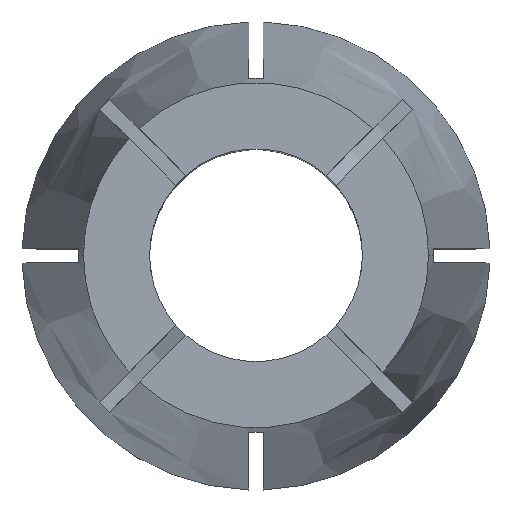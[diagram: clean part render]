
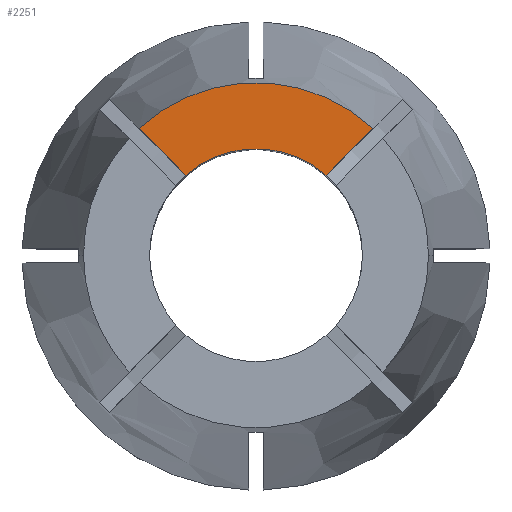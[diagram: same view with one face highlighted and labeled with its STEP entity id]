
A CAD part, top view. The second image highlights one B-rep face of the part: STEP entity #2251.
In plain terms, the highlighted planar face has unit normal (0, 0, 1).
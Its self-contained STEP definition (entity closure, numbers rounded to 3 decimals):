
#62 = FACE_OUTER_BOUND ( 'NONE', #514, .T. ) ;
#152 = CARTESIAN_POINT ( 'NONE',  ( 0.354, 0.354, 0. ) ) ;
#182 = AXIS2_PLACEMENT_3D ( 'NONE', #1045, #1056, #1063 ) ;
#197 = CIRCLE ( 'NONE', #182, 12.158 ) ;
#293 = CARTESIAN_POINT ( 'NONE',  ( 8.236, 8.943, 0. ) ) ;
#338 = DIRECTION ( 'NONE',  ( 0., 0., 1. ) ) ;
#348 = DIRECTION ( 'NONE',  ( 1., 0., 0. ) ) ;
#480 = EDGE_CURVE ( 'NONE', #1715, #780, #1655, .T. ) ;
#514 = EDGE_LOOP ( 'NONE', ( #1633, #580, #2113, #2238 ) ) ;
#516 = CARTESIAN_POINT ( 'NONE',  ( 4.938, 5.645, 0. ) ) ;
#549 = LINE ( 'NONE', #152, #1419 ) ;
#580 = ORIENTED_EDGE ( 'NONE', *, *, #480, .T. ) ;
#729 = VERTEX_POINT ( 'NONE', #787 ) ;
#770 = VECTOR ( 'NONE', #2158, 1000. ) ;
#780 = VERTEX_POINT ( 'NONE', #293 ) ;
#787 = CARTESIAN_POINT ( 'NONE',  ( -4.938, 5.645, 0. ) ) ;
#996 = AXIS2_PLACEMENT_3D ( 'NONE', #1115, #338, #348 ) ;
#1045 = CARTESIAN_POINT ( 'NONE',  ( 0., 0., 0. ) ) ;
#1056 = DIRECTION ( 'NONE',  ( 0., 0., 1. ) ) ;
#1063 = DIRECTION ( 'NONE',  ( 1., 0., 0. ) ) ;
#1093 = CARTESIAN_POINT ( 'NONE',  ( 0., 0., 0. ) ) ;
#1115 = CARTESIAN_POINT ( 'NONE',  ( 0., 0., 0. ) ) ;
#1126 = EDGE_CURVE ( 'NONE', #2381, #729, #549, .T. ) ;
#1217 = DIRECTION ( 'NONE',  ( -1., 0., 0. ) ) ;
#1419 = VECTOR ( 'NONE', #2196, 1000. ) ;
#1633 = ORIENTED_EDGE ( 'NONE', *, *, #1731, .F. ) ;
#1655 = LINE ( 'NONE', #2275, #770 ) ;
#1715 = VERTEX_POINT ( 'NONE', #516 ) ;
#1731 = EDGE_CURVE ( 'NONE', #1715, #729, #2414, .T. ) ;
#1892 = EDGE_CURVE ( 'NONE', #780, #2381, #197, .T. ) ;
#2055 = AXIS2_PLACEMENT_3D ( 'NONE', #1093, #2146, #1217 ) ;
#2113 = ORIENTED_EDGE ( 'NONE', *, *, #1892, .T. ) ;
#2146 = DIRECTION ( 'NONE',  ( 0., 0., -1. ) ) ;
#2158 = DIRECTION ( 'NONE',  ( 0.707, 0.707, 0. ) ) ;
#2181 = PLANE ( 'NONE',  #2055 ) ;
#2196 = DIRECTION ( 'NONE',  ( 0.707, -0.707, 0. ) ) ;
#2238 = ORIENTED_EDGE ( 'NONE', *, *, #1126, .T. ) ;
#2251 = ADVANCED_FACE ( 'NONE', ( #62 ), #2181, .F. ) ;
#2275 = CARTESIAN_POINT ( 'NONE',  ( -0.354, 0.354, 0. ) ) ;
#2339 = CARTESIAN_POINT ( 'NONE',  ( -8.236, 8.943, 0. ) ) ;
#2381 = VERTEX_POINT ( 'NONE', #2339 ) ;
#2414 = CIRCLE ( 'NONE', #996, 7.5 ) ;
